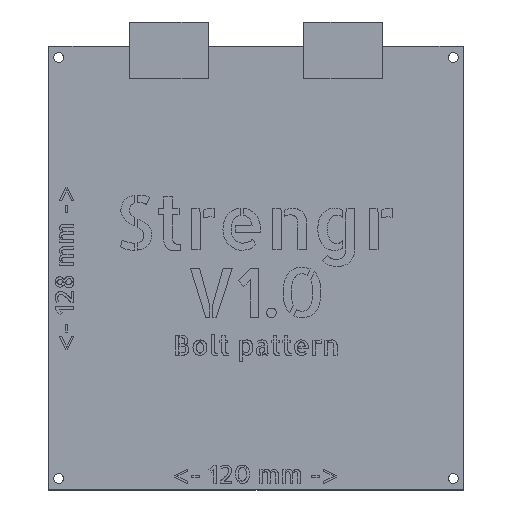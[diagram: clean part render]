
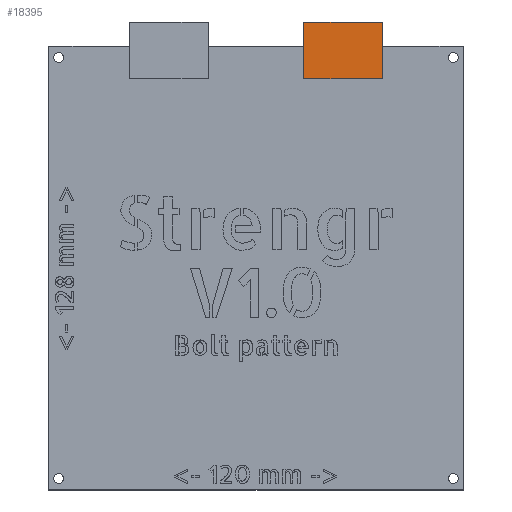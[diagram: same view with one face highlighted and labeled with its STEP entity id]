
A CAD part, top view. The second image highlights one B-rep face of the part: STEP entity #18395.
In plain terms, the highlighted planar face has unit normal (0, 0, 1).
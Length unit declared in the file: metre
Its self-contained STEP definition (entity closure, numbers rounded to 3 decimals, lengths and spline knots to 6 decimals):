
#2967=ORIENTED_EDGE('',*,*,#8715,.F.);
#2968=ORIENTED_EDGE('',*,*,#8719,.T.);
#2969=ORIENTED_EDGE('',*,*,#8722,.T.);
#2970=ORIENTED_EDGE('',*,*,#8723,.F.);
#8715=EDGE_CURVE('',#11601,#11602,#12888,.T.);
#8719=EDGE_CURVE('',#11601,#11604,#12892,.T.);
#8722=EDGE_CURVE('',#11604,#11605,#12895,.T.);
#8723=EDGE_CURVE('',#11602,#11605,#12896,.T.);
#11601=VERTEX_POINT('',#28515);
#11602=VERTEX_POINT('',#28517);
#11604=VERTEX_POINT('',#28523);
#11605=VERTEX_POINT('',#28528);
#12888=LINE('',#28516,#14489);
#12892=LINE('',#28524,#14493);
#12895=LINE('',#28529,#14496);
#12896=LINE('',#28531,#14497);
#14489=VECTOR('',#22362,1.);
#14493=VECTOR('',#22368,1.);
#14496=VECTOR('',#22373,1.);
#14497=VECTOR('',#22376,1.);
#15854=EDGE_LOOP('',(#2967,#2968,#2969,#2970));
#16969=FACE_BOUND('',#15854,.T.);
#18001=PLANE('',#19884);
#18395=ADVANCED_FACE('',(#16969),#18001,.T.);
#19884=AXIS2_PLACEMENT_3D('',#28532,#22377,#22378);
#22362=DIRECTION('',(0.,-1.,0.));
#22368=DIRECTION('',(-1.,0.,0.));
#22373=DIRECTION('',(0.,-1.,0.));
#22376=DIRECTION('',(-1.,0.,0.));
#22377=DIRECTION('',(0.,0.,1.));
#22378=DIRECTION('',(1.,0.,0.));
#28515=CARTESIAN_POINT('',(0.0385,0.0748,0.01));
#28516=CARTESIAN_POINT('',(0.0385,0.07115,0.01));
#28517=CARTESIAN_POINT('',(0.0385,0.0575,0.01));
#28523=CARTESIAN_POINT('',(0.0145,0.0748,0.01));
#28524=CARTESIAN_POINT('',(0.0265,0.0748,0.01));
#28528=CARTESIAN_POINT('',(0.0145,0.0575,0.01));
#28529=CARTESIAN_POINT('',(0.0145,0.07115,0.01));
#28531=CARTESIAN_POINT('',(0.0265,0.0575,0.01));
#28532=CARTESIAN_POINT('',(0.,0.00365,0.01));
